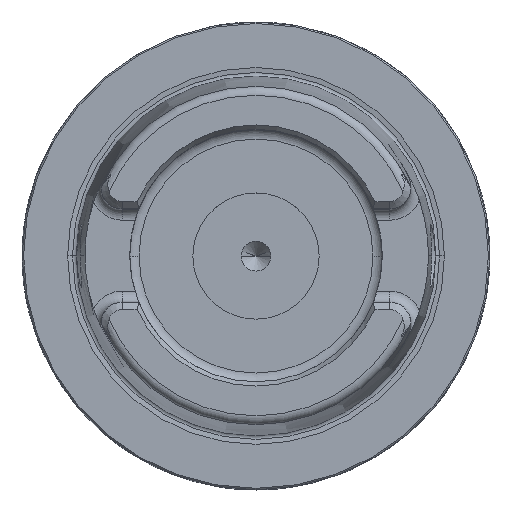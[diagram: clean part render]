
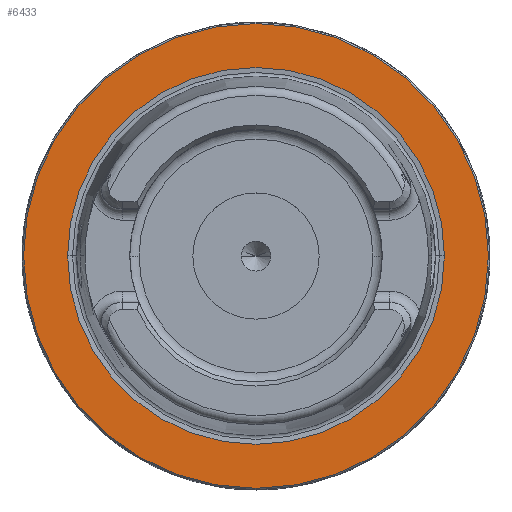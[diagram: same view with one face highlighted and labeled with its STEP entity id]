
A CAD part, top view. The second image highlights one B-rep face of the part: STEP entity #6433.
In plain terms, the highlighted planar face has unit normal (0, 0, 1).
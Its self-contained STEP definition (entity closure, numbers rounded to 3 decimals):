
#2039=CARTESIAN_POINT('',(0.,0.,0.));
#2040=DIRECTION('',(0.,0.,1.));
#2041=DIRECTION('',(1.,0.,0.));
#2042=AXIS2_PLACEMENT_3D('',#2039,#2040,#2041);
#2055=CARTESIAN_POINT('',(0.,0.,0.));
#2056=DIRECTION('',(0.,0.,-1.));
#2057=DIRECTION('',(1.,0.,0.));
#2058=AXIS2_PLACEMENT_3D('',#2055,#2056,#2057);
#2077=CARTESIAN_POINT('',(0.,0.,0.));
#2078=DIRECTION('',(0.,0.,1.));
#2079=DIRECTION('',(1.,0.,0.));
#2080=AXIS2_PLACEMENT_3D('',#2077,#2078,#2079);
#4671=CARTESIAN_POINT('',(0.,0.,0.));
#4672=DIRECTION('',(0.,0.,-1.));
#4673=DIRECTION('',(1.,0.,0.));
#4674=AXIS2_PLACEMENT_3D('',#4671,#4672,#4673);
#4701=CARTESIAN_POINT('',(25.374,0.,0.));
#4703=VERTEX_POINT('',#4701);
#4713=CARTESIAN_POINT('',(-25.374,0.,0.));
#4715=VERTEX_POINT('',#4713);
#4981=CARTESIAN_POINT('',(31.3,0.,0.));
#4982=CARTESIAN_POINT('',(-31.3,0.,0.));
#4983=VERTEX_POINT('',#4981);
#4984=VERTEX_POINT('',#4982);
#6417=CARTESIAN_POINT('',(0.,0.,0.));
#6418=DIRECTION('',(0.,0.,-1.));
#6419=DIRECTION('',(-1.,0.,0.));
#6420=AXIS2_PLACEMENT_3D('',#6417,#6418,#6419);
#6421=PLANE('',#6420);
#6422=ORIENTED_EDGE('',*,*,#6407,.F.);
#6424=ORIENTED_EDGE('',*,*,#6423,.T.);
#6425=EDGE_LOOP('',(#6422,#6424));
#6426=FACE_OUTER_BOUND('',#6425,.F.);
#6428=ORIENTED_EDGE('',*,*,#6427,.F.);
#6430=ORIENTED_EDGE('',*,*,#6429,.T.);
#6431=EDGE_LOOP('',(#6428,#6430));
#6432=FACE_BOUND('',#6431,.F.);
#2043=CIRCLE('',#2042,31.3);
#2059=CIRCLE('',#2058,25.374);
#2081=CIRCLE('',#2080,25.374);
#4675=CIRCLE('',#4674,31.3);
#6407=EDGE_CURVE('',#4983,#4984,#2043,.T.);
#6423=EDGE_CURVE('',#4983,#4984,#4675,.T.);
#6427=EDGE_CURVE('',#4703,#4715,#2059,.T.);
#6429=EDGE_CURVE('',#4703,#4715,#2081,.T.);
#6433=ADVANCED_FACE('',(#6426,#6432),#6421,.F.);
